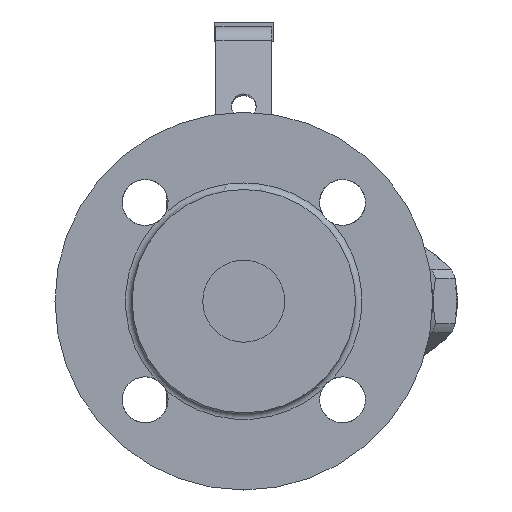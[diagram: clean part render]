
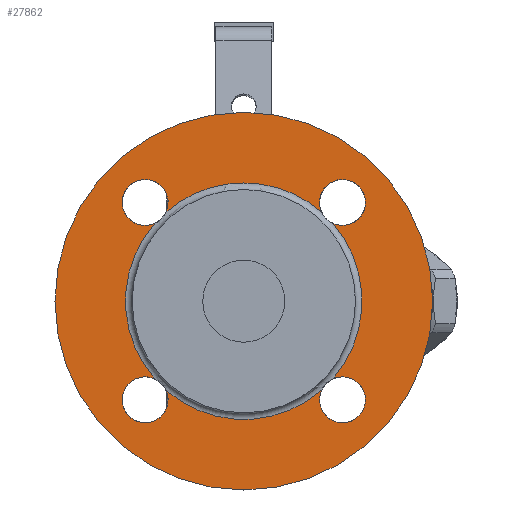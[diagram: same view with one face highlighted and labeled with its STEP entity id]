
A CAD part, left-side view. The second image highlights one B-rep face of the part: STEP entity #27862.
In plain terms, the highlighted planar face has unit normal (-1, 0, 0).
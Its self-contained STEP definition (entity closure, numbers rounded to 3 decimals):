
#2685=FACE_BOUND('',#5245,.T.);
#2827=PLANE('',#29680);
#3506=FACE_OUTER_BOUND('',#5244,.T.);
#5244=EDGE_LOOP('',(#18656));
#5245=EDGE_LOOP('',(#18657,#18658,#18659,#18660,#18661,#18662,#18663,#18664,
#18665,#18666,#18667,#18668,#18669));
#9913=CIRCLE('',#29657,36.);
#9914=CIRCLE('',#29658,36.);
#9915=CIRCLE('',#29659,36.);
#9916=CIRCLE('',#29660,36.);
#9917=CIRCLE('',#29661,36.);
#9918=CIRCLE('',#29663,7.);
#9919=CIRCLE('',#29664,7.);
#9920=CIRCLE('',#29666,7.);
#9921=CIRCLE('',#29667,7.);
#9922=CIRCLE('',#29669,7.);
#9923=CIRCLE('',#29670,7.);
#9924=CIRCLE('',#29672,7.);
#9925=CIRCLE('',#29673,7.);
#9928=CIRCLE('',#29678,57.5);
#11387=VERTEX_POINT('',#41030);
#11388=VERTEX_POINT('',#41032);
#11389=VERTEX_POINT('',#41034);
#11390=VERTEX_POINT('',#41055);
#11391=VERTEX_POINT('',#41057);
#11392=VERTEX_POINT('',#41078);
#11393=VERTEX_POINT('',#41080);
#11394=VERTEX_POINT('',#41101);
#11395=VERTEX_POINT('',#41103);
#11396=VERTEX_POINT('',#41126);
#11397=VERTEX_POINT('',#41131);
#11398=VERTEX_POINT('',#41136);
#11399=VERTEX_POINT('',#41141);
#11402=VERTEX_POINT('',#41152);
#14142=EDGE_CURVE('',#11387,#11388,#9913,.T.);
#14144=EDGE_CURVE('',#11389,#11390,#9914,.T.);
#14146=EDGE_CURVE('',#11391,#11392,#9915,.T.);
#14148=EDGE_CURVE('',#11393,#11394,#9916,.T.);
#14150=EDGE_CURVE('',#11395,#11387,#9917,.T.);
#14151=EDGE_CURVE('',#11391,#11396,#9918,.T.);
#14152=EDGE_CURVE('',#11396,#11390,#9919,.T.);
#14154=EDGE_CURVE('',#11393,#11397,#9920,.T.);
#14155=EDGE_CURVE('',#11397,#11392,#9921,.T.);
#14157=EDGE_CURVE('',#11395,#11398,#9922,.T.);
#14158=EDGE_CURVE('',#11398,#11394,#9923,.T.);
#14160=EDGE_CURVE('',#11389,#11399,#9924,.T.);
#14161=EDGE_CURVE('',#11399,#11388,#9925,.T.);
#14167=EDGE_CURVE('',#11402,#11402,#9928,.T.);
#18656=ORIENTED_EDGE('',*,*,#14167,.F.);
#18657=ORIENTED_EDGE('',*,*,#14148,.F.);
#18658=ORIENTED_EDGE('',*,*,#14154,.T.);
#18659=ORIENTED_EDGE('',*,*,#14155,.T.);
#18660=ORIENTED_EDGE('',*,*,#14146,.F.);
#18661=ORIENTED_EDGE('',*,*,#14151,.T.);
#18662=ORIENTED_EDGE('',*,*,#14152,.T.);
#18663=ORIENTED_EDGE('',*,*,#14144,.F.);
#18664=ORIENTED_EDGE('',*,*,#14160,.T.);
#18665=ORIENTED_EDGE('',*,*,#14161,.T.);
#18666=ORIENTED_EDGE('',*,*,#14142,.F.);
#18667=ORIENTED_EDGE('',*,*,#14150,.F.);
#18668=ORIENTED_EDGE('',*,*,#14157,.T.);
#18669=ORIENTED_EDGE('',*,*,#14158,.T.);
#27862=ADVANCED_FACE('',(#3506,#2685),#2827,.F.);
#29657=AXIS2_PLACEMENT_3D('',#41033,#33054,#33055);
#29658=AXIS2_PLACEMENT_3D('',#41056,#33056,#33057);
#29659=AXIS2_PLACEMENT_3D('',#41079,#33058,#33059);
#29660=AXIS2_PLACEMENT_3D('',#41102,#33060,#33061);
#29661=AXIS2_PLACEMENT_3D('',#41124,#33062,#33063);
#29663=AXIS2_PLACEMENT_3D('',#41127,#33066,#33067);
#29664=AXIS2_PLACEMENT_3D('',#41128,#33068,#33069);
#29666=AXIS2_PLACEMENT_3D('',#41132,#33073,#33074);
#29667=AXIS2_PLACEMENT_3D('',#41133,#33075,#33076);
#29669=AXIS2_PLACEMENT_3D('',#41137,#33080,#33081);
#29670=AXIS2_PLACEMENT_3D('',#41138,#33082,#33083);
#29672=AXIS2_PLACEMENT_3D('',#41142,#33087,#33088);
#29673=AXIS2_PLACEMENT_3D('',#41143,#33089,#33090);
#29678=AXIS2_PLACEMENT_3D('',#41154,#33102,#33103);
#29680=AXIS2_PLACEMENT_3D('',#41156,#33106,#33107);
#33054=DIRECTION('center_axis',(-1.,0.,0.));
#33055=DIRECTION('ref_axis',(0.,0.,
-1.));
#33056=DIRECTION('center_axis',(-1.,0.,0.));
#33057=DIRECTION('ref_axis',(0.,0.,
-1.));
#33058=DIRECTION('center_axis',(-1.,0.,0.));
#33059=DIRECTION('ref_axis',(0.,0.,
-1.));
#33060=DIRECTION('center_axis',(-1.,0.,0.));
#33061=DIRECTION('ref_axis',(0.,0.,
-1.));
#33062=DIRECTION('center_axis',(-1.,0.,0.));
#33063=DIRECTION('ref_axis',(0.,0.,
-1.));
#33066=DIRECTION('center_axis',(1.,0.,0.));
#33067=DIRECTION('ref_axis',(0.,1.,0.));
#33068=DIRECTION('center_axis',(1.,0.,0.));
#33069=DIRECTION('ref_axis',(0.,1.,0.));
#33073=DIRECTION('center_axis',(1.,0.,0.));
#33074=DIRECTION('ref_axis',(0.,0.,
-1.));
#33075=DIRECTION('center_axis',(1.,0.,0.));
#33076=DIRECTION('ref_axis',(0.,0.,
-1.));
#33080=DIRECTION('center_axis',(1.,0.,0.));
#33081=DIRECTION('ref_axis',(0.,-1.,0.));
#33082=DIRECTION('center_axis',(1.,0.,0.));
#33083=DIRECTION('ref_axis',(0.,-1.,0.));
#33087=DIRECTION('center_axis',(1.,0.,0.));
#33088=DIRECTION('ref_axis',(0.,0.,
1.));
#33089=DIRECTION('center_axis',(1.,0.,0.));
#33090=DIRECTION('ref_axis',(0.,0.,
1.));
#33102=DIRECTION('center_axis',(1.,0.,0.));
#33103=DIRECTION('ref_axis',(0.,0.,
-1.));
#33106=DIRECTION('center_axis',(1.,0.,0.));
#33107=DIRECTION('ref_axis',(0.,0.,
-1.));
#41030=CARTESIAN_POINT('',(-159.036,18.833,34.483));
#41032=CARTESIAN_POINT('',(-159.036,42.543,25.573));
#41033=CARTESIAN_POINT('Origin',(-159.036,18.833,-1.517));
#41034=CARTESIAN_POINT('',(-159.036,45.922,22.193));
#41055=CARTESIAN_POINT('',(-159.036,45.922,-25.227));
#41056=CARTESIAN_POINT('Origin',(-159.036,18.833,-1.517));
#41057=CARTESIAN_POINT('',(-159.036,42.543,-28.607));
#41078=CARTESIAN_POINT('',(-159.036,-4.877,-28.607));
#41079=CARTESIAN_POINT('Origin',(-159.036,18.833,-1.517));
#41080=CARTESIAN_POINT('',(-159.036,-8.257,-25.227));
#41101=CARTESIAN_POINT('',(-159.036,-8.257,22.193));
#41102=CARTESIAN_POINT('Origin',(-159.036,18.833,-1.517));
#41103=CARTESIAN_POINT('',(-159.036,-4.877,25.573));
#41124=CARTESIAN_POINT('Origin',(-159.036,18.833,-1.517));
#41126=CARTESIAN_POINT('',(-159.036,41.885,-31.569));
#41127=CARTESIAN_POINT('Origin',(-159.036,48.885,-31.569));
#41128=CARTESIAN_POINT('Origin',(-159.036,48.885,-31.569));
#41131=CARTESIAN_POINT('',(-159.036,-11.219,-24.569));
#41132=CARTESIAN_POINT('Origin',(-159.036,-11.219,-31.569));
#41133=CARTESIAN_POINT('Origin',(-159.036,-11.219,-31.569));
#41136=CARTESIAN_POINT('',(-159.036,-4.219,28.535));
#41137=CARTESIAN_POINT('Origin',(-159.036,-11.219,28.535));
#41138=CARTESIAN_POINT('Origin',(-159.036,-11.219,28.535));
#41141=CARTESIAN_POINT('',(-159.036,48.885,21.535));
#41142=CARTESIAN_POINT('Origin',(-159.036,48.885,28.535));
#41143=CARTESIAN_POINT('Origin',(-159.036,48.885,28.535));
#41152=CARTESIAN_POINT('',(-159.036,18.833,55.983));
#41154=CARTESIAN_POINT('Origin',(-159.036,18.833,-1.517));
#41156=CARTESIAN_POINT('Origin',(-159.036,18.833,-1.517));
